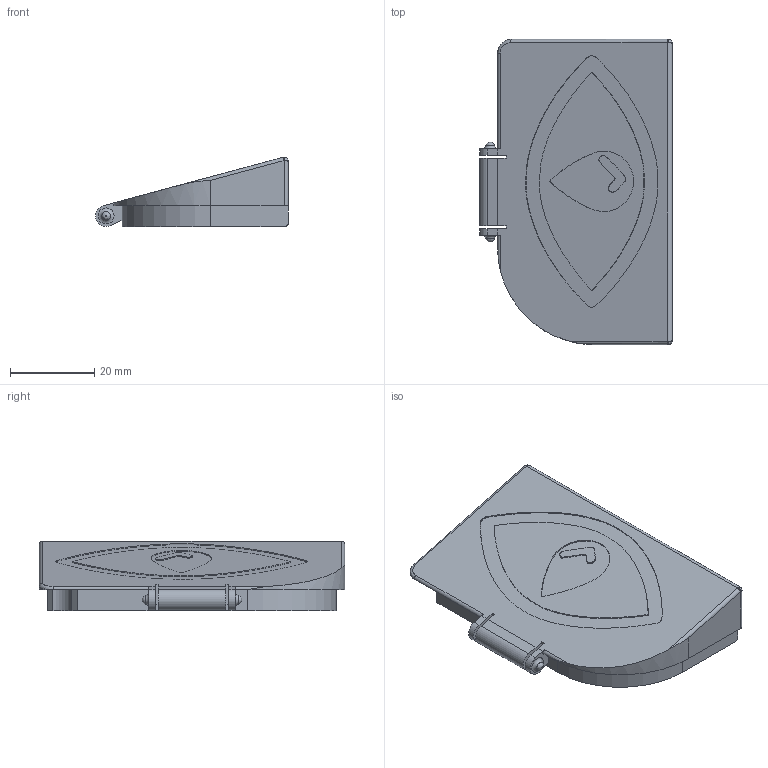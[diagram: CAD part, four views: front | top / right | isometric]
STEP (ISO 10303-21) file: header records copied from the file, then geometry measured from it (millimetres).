
FILE_DESCRIPTION(/* description */ (''),/* implementation_level */ '2;1');
FILE_NAME(/* name */ 'lid.step',/* time_stamp */ '2023-12-29T20:58:09+01:00',/* author */ (''),/* organization */ (''),/* preprocessor_version */ 'ST-DEVELOPER v20',/* originating_system */ 'Autodesk Translation Framework v12.14.0.127',/* authorisation */ '');
FILE_SCHEMA (('AUTOMOTIVE_DESIGN { 1 0 10303 214 3 1 1 }'));
Length unit declared in the file: millimetre
Products named in the file (1): Lid v2
Bounding box: 45.79 x 72.5 x 16.52 mm (x, y, z)
Volume: 31731.9 mm3; surface area: 8629.8 mm2
Topology: 1 solids, 1 shells, 205 faces, 575 edges, 376 vertices
Faces by surface type: cylinder 153, plane 43, bspline 7, torus 2
Entity records: 7128 total; most frequent: CARTESIAN_POINT 1550, DIRECTION 1274, ORIENTED_EDGE 1146, EDGE_CURVE 573, AXIS2_PLACEMENT_3D 512, VERTEX_POINT 376, CIRCLE 310, LINE 250
